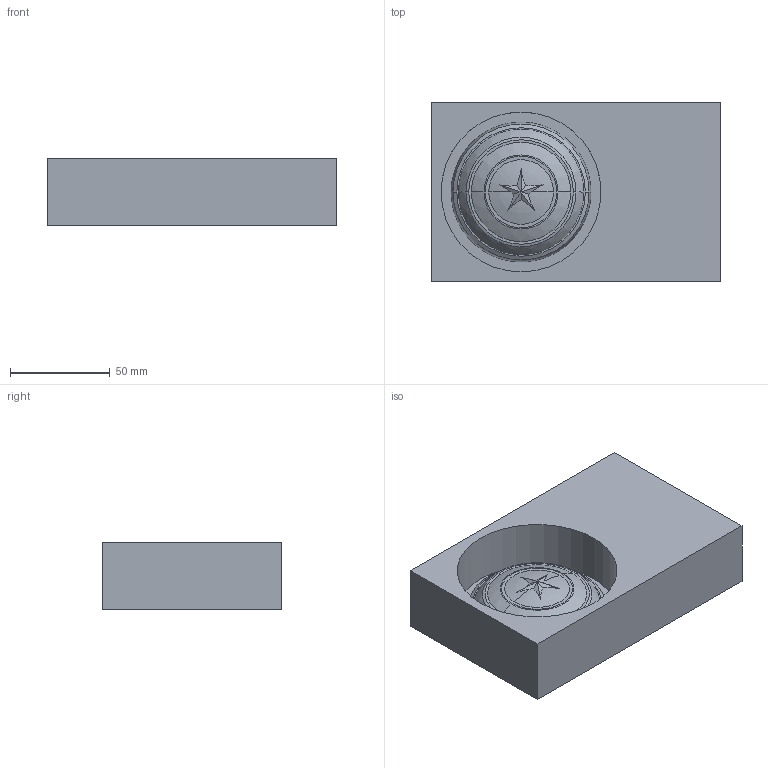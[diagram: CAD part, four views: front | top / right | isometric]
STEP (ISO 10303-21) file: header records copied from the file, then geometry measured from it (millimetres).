
FILE_DESCRIPTION((''),'2;1');
FILE_NAME('WAX','2017-07-11T',('Administrator'),(''),'CREO PARAMETRIC BY PTC INC, 2015200','CREO PARAMETRIC BY PTC INC, 2015200','');
FILE_SCHEMA(('CONFIG_CONTROL_DESIGN'));
Length unit declared in the file: millimetre
Products named in the file (1): WAX
Bounding box: 145 x 90 x 34 mm (x, y, z)
Volume: 359449.5 mm3; surface area: 49824.3 mm2
Topology: 1 solids, 1 shells, 36 faces, 74 edges, 45 vertices
Faces by surface type: plane 20, revolution 8, cone 6, cylinder 2
Entity records: 1168 total; most frequent: CARTESIAN_POINT 393, ORIENTED_EDGE 148, DIRECTION 138, EDGE_CURVE 74, AXIS2_PLACEMENT_3D 50, VERTEX_POINT 45, EDGE_LOOP 41, FACE_OUTER_BOUND 36
